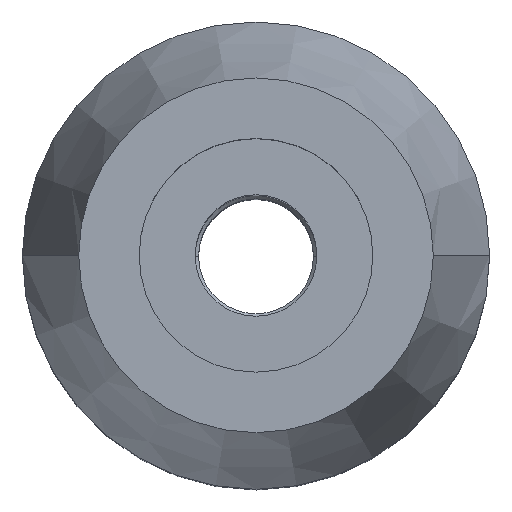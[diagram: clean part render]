
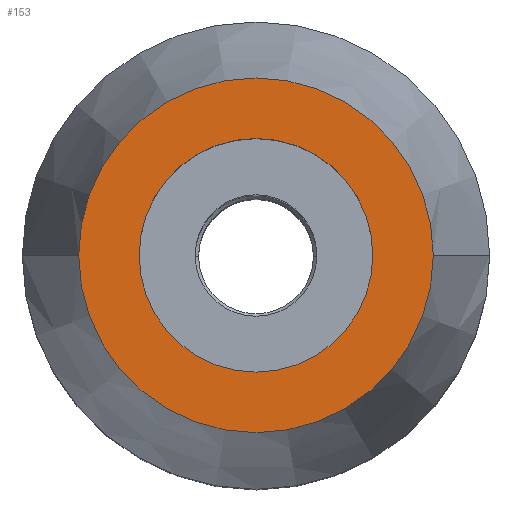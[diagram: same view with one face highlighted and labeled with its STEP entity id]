
A CAD part, top view. The second image highlights one B-rep face of the part: STEP entity #153.
In plain terms, the highlighted planar face has unit normal (0, 0, 1).
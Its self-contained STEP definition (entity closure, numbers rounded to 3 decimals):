
#135=EDGE_CURVE('',#313,#187,#346,.T.);
#143=EDGE_CURVE('',#187,#313,#355,.T.);
#151=VERTEX_POINT('',#368);
#153=ADVANCED_FACE('',(#370,#371),#372,.T.);
#163=EDGE_CURVE('',#151,#261,#382,.T.);
#187=VERTEX_POINT('',#412);
#203=EDGE_CURVE('',#261,#151,#430,.T.);
#261=VERTEX_POINT('',#496);
#313=VERTEX_POINT('',#552);
#346=CIRCLE('',#583,7.588);
#355=CIRCLE('',#595,7.588);
#368=CARTESIAN_POINT('',(-5.0,0.,25.0));
#370=FACE_BOUND('',#610,.T.);
#371=FACE_OUTER_BOUND('',#611,.T.);
#372=PLANE('',#612);
#382=CIRCLE('',#625,5.0);
#412=CARTESIAN_POINT('',(7.588,0.,25.0));
#430=CIRCLE('',#687,5.0);
#496=CARTESIAN_POINT('',(5.0,0.0,25.0));
#552=CARTESIAN_POINT('',(-7.588,0.,25.0));
#583=AXIS2_PLACEMENT_3D('',#858,#859,#860);
#595=AXIS2_PLACEMENT_3D('',#870,#871,#872);
#610=EDGE_LOOP('',(#898,#899));
#611=EDGE_LOOP('',(#900,#901));
#612=AXIS2_PLACEMENT_3D('',#902,#903,#904);
#625=AXIS2_PLACEMENT_3D('',#911,#912,#913);
#687=AXIS2_PLACEMENT_3D('',#981,#982,#983);
#858=CARTESIAN_POINT('',(0.,0.,25.0));
#859=DIRECTION('',(0.,0.,1.0));
#860=DIRECTION('',(-1.0,0.,-0.0));
#870=CARTESIAN_POINT('',(0.,0.,25.0));
#871=DIRECTION('',(0.,0.,1.0));
#872=DIRECTION('',(-1.0,0.,-0.0));
#898=ORIENTED_EDGE('',*,*,#203,.T.);
#899=ORIENTED_EDGE('',*,*,#163,.T.);
#900=ORIENTED_EDGE('',*,*,#135,.T.);
#901=ORIENTED_EDGE('',*,*,#143,.T.);
#902=CARTESIAN_POINT('',(-3.794,0.,25.0));
#903=DIRECTION('',(0.,0.,1.0));
#904=DIRECTION('',(-1.0,0.,0.));
#911=CARTESIAN_POINT('',(0.0,0.0,25.0));
#912=DIRECTION('',(0.,0.,-1.0));
#913=DIRECTION('',(1.0,0.,0.));
#981=CARTESIAN_POINT('',(0.0,0.0,25.0));
#982=DIRECTION('',(0.,0.,-1.0));
#983=DIRECTION('',(1.0,0.,0.));
